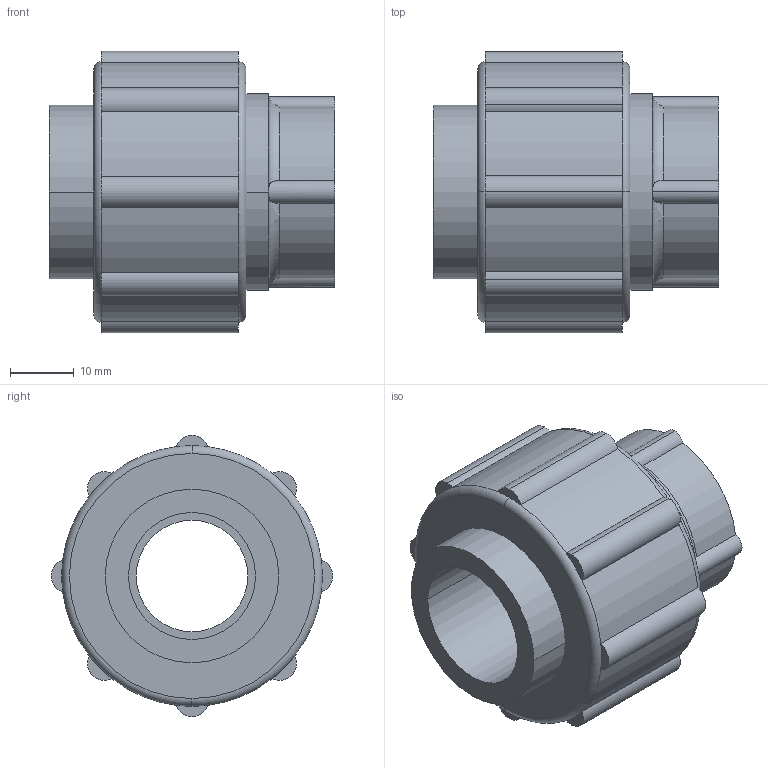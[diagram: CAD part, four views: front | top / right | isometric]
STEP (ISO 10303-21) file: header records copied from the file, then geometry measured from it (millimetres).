
FILE_DESCRIPTION( ( '' ), '1' );
FILE_NAME( 'BIE020.stp', '2015-09-23T14:25:09', ( '' ), ( '' ), ' ', ' ', ' ' );
FILE_SCHEMA( ( 'automotive_design' ) );
Length unit declared in the file: millimetre
Products named in the file (1): 1
Bounding box: 45 x 44.28 x 44.3 mm (x, y, z)
Volume: 32311.8 mm3; surface area: 10008 mm2
Topology: 1 solids, 1 shells, 71 faces, 162 edges, 96 vertices
Faces by surface type: cylinder 42, plane 21, torus 6, cone 2
Entity records: 4044 total; most frequent: CARTESIAN_POINT 480, DIRECTION 412, STYLED_ITEM 330, PRESENTATION_STYLE_ASSIGNMENT 330, COLOUR_RGB 330, ORIENTED_EDGE 324, AXIS2_PLACEMENT_3D 184, EDGE_CURVE 162
